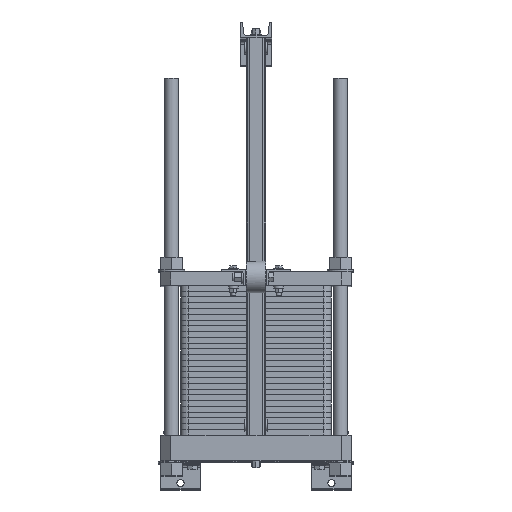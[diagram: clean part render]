
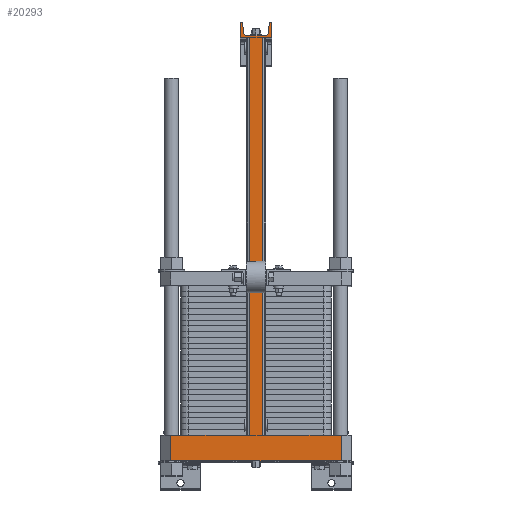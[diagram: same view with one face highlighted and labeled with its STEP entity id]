
A CAD part, top view. The second image highlights one B-rep face of the part: STEP entity #20293.
In plain terms, the highlighted planar face has unit normal (0, 0, 1).
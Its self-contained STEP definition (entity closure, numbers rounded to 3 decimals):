
#2632=LINE('',#30482,#4890);
#2646=LINE('',#30612,#4904);
#2647=LINE('',#30614,#4905);
#2648=LINE('',#30616,#4906);
#2649=LINE('',#30618,#4907);
#2650=LINE('',#30620,#4908);
#2651=LINE('',#30622,#4909);
#2652=LINE('',#30624,#4910);
#2653=LINE('',#30626,#4911);
#2654=LINE('',#30628,#4912);
#2655=LINE('',#30632,#4913);
#2656=LINE('',#30636,#4914);
#2657=LINE('',#30640,#4915);
#2658=LINE('',#30644,#4916);
#2659=LINE('',#30646,#4917);
#2660=LINE('',#30647,#4918);
#4890=VECTOR('',#23656,1.);
#4904=VECTOR('',#23744,10.);
#4905=VECTOR('',#23745,10.);
#4906=VECTOR('',#23746,10.);
#4907=VECTOR('',#23747,10.);
#4908=VECTOR('',#23748,10.);
#4909=VECTOR('',#23749,10.);
#4910=VECTOR('',#23750,10.);
#4911=VECTOR('',#23751,10.);
#4912=VECTOR('',#23752,10.);
#4913=VECTOR('',#23755,10.);
#4914=VECTOR('',#23758,10.);
#4915=VECTOR('',#23761,10.);
#4916=VECTOR('',#23764,10.);
#4917=VECTOR('',#23765,10.);
#4918=VECTOR('',#23766,10.);
#7124=PLANE('',#21369);
#8174=FACE_OUTER_BOUND('',#9177,.T.);
#9177=EDGE_LOOP('',(#15675,#15676,#15677,#15678,#15679,#15680,#15681,#15682,
#15683,#15684,#15685,#15686,#15687,#15688,#15689,#15690,#15691,#15692,#15693,
#15694));
#10481=CIRCLE('',#21370,4.);
#10482=CIRCLE('',#21371,8.);
#10483=CIRCLE('',#21372,8.);
#10484=CIRCLE('',#21373,4.);
#11707=VERTEX_POINT('',#30479);
#11708=VERTEX_POINT('',#30481);
#11739=VERTEX_POINT('',#30611);
#11740=VERTEX_POINT('',#30613);
#11741=VERTEX_POINT('',#30615);
#11742=VERTEX_POINT('',#30617);
#11743=VERTEX_POINT('',#30619);
#11744=VERTEX_POINT('',#30621);
#11745=VERTEX_POINT('',#30623);
#11746=VERTEX_POINT('',#30625);
#11747=VERTEX_POINT('',#30627);
#11748=VERTEX_POINT('',#30629);
#11749=VERTEX_POINT('',#30631);
#11750=VERTEX_POINT('',#30633);
#11751=VERTEX_POINT('',#30635);
#11752=VERTEX_POINT('',#30637);
#11753=VERTEX_POINT('',#30639);
#11754=VERTEX_POINT('',#30641);
#11755=VERTEX_POINT('',#30643);
#11756=VERTEX_POINT('',#30645);
#13295=EDGE_CURVE('',#11708,#11707,#2632,.T.);
#13335=EDGE_CURVE('',#11707,#11739,#2646,.T.);
#13336=EDGE_CURVE('',#11739,#11740,#2647,.T.);
#13337=EDGE_CURVE('',#11741,#11740,#2648,.T.);
#13338=EDGE_CURVE('',#11742,#11741,#2649,.T.);
#13339=EDGE_CURVE('',#11742,#11743,#2650,.T.);
#13340=EDGE_CURVE('',#11743,#11744,#2651,.T.);
#13341=EDGE_CURVE('',#11744,#11745,#2652,.T.);
#13342=EDGE_CURVE('',#11745,#11746,#2653,.T.);
#13343=EDGE_CURVE('',#11746,#11747,#2654,.T.);
#13344=EDGE_CURVE('',#11747,#11748,#10481,.T.);
#13345=EDGE_CURVE('',#11748,#11749,#2655,.T.);
#13346=EDGE_CURVE('',#11749,#11750,#10482,.T.);
#13347=EDGE_CURVE('',#11750,#11751,#2656,.T.);
#13348=EDGE_CURVE('',#11751,#11752,#10483,.T.);
#13349=EDGE_CURVE('',#11752,#11753,#2657,.T.);
#13350=EDGE_CURVE('',#11753,#11754,#10484,.T.);
#13351=EDGE_CURVE('',#11754,#11755,#2658,.T.);
#13352=EDGE_CURVE('',#11755,#11756,#2659,.T.);
#13353=EDGE_CURVE('',#11756,#11708,#2660,.T.);
#15675=ORIENTED_EDGE('',*,*,#13295,.T.);
#15676=ORIENTED_EDGE('',*,*,#13335,.T.);
#15677=ORIENTED_EDGE('',*,*,#13336,.T.);
#15678=ORIENTED_EDGE('',*,*,#13337,.F.);
#15679=ORIENTED_EDGE('',*,*,#13338,.F.);
#15680=ORIENTED_EDGE('',*,*,#13339,.T.);
#15681=ORIENTED_EDGE('',*,*,#13340,.T.);
#15682=ORIENTED_EDGE('',*,*,#13341,.T.);
#15683=ORIENTED_EDGE('',*,*,#13342,.T.);
#15684=ORIENTED_EDGE('',*,*,#13343,.T.);
#15685=ORIENTED_EDGE('',*,*,#13344,.T.);
#15686=ORIENTED_EDGE('',*,*,#13345,.T.);
#15687=ORIENTED_EDGE('',*,*,#13346,.T.);
#15688=ORIENTED_EDGE('',*,*,#13347,.T.);
#15689=ORIENTED_EDGE('',*,*,#13348,.T.);
#15690=ORIENTED_EDGE('',*,*,#13349,.T.);
#15691=ORIENTED_EDGE('',*,*,#13350,.T.);
#15692=ORIENTED_EDGE('',*,*,#13351,.T.);
#15693=ORIENTED_EDGE('',*,*,#13352,.T.);
#15694=ORIENTED_EDGE('',*,*,#13353,.T.);
#20293=ADVANCED_FACE('',(#8174),#7124,.T.);
#21369=AXIS2_PLACEMENT_3D('',#30610,#23742,#23743);
#21370=AXIS2_PLACEMENT_3D('',#30630,#23753,#23754);
#21371=AXIS2_PLACEMENT_3D('',#30634,#23756,#23757);
#21372=AXIS2_PLACEMENT_3D('',#30638,#23759,#23760);
#21373=AXIS2_PLACEMENT_3D('',#30642,#23762,#23763);
#23656=DIRECTION('',(0.,-1.,0.));
#23742=DIRECTION('center_axis',(0.,0.,
1.));
#23743=DIRECTION('ref_axis',(-1.,0.,0.));
#23744=DIRECTION('',(-1.,0.,0.));
#23745=DIRECTION('',(0.,-1.,0.));
#23746=DIRECTION('',(-1.,0.,0.));
#23747=DIRECTION('',(0.,-1.,0.));
#23748=DIRECTION('',(-1.,0.,0.));
#23749=DIRECTION('',(0.,1.,0.));
#23750=DIRECTION('',(1.,0.,0.));
#23751=DIRECTION('',(0.,1.,0.));
#23752=DIRECTION('',(-1.,0.,0.));
#23753=DIRECTION('center_axis',(0.,0.,1.));
#23754=DIRECTION('ref_axis',(0.,1.,0.));
#23755=DIRECTION('',(-0.091,-0.996,0.));
#23756=DIRECTION('center_axis',(0.,0.,-1.));
#23757=DIRECTION('ref_axis',(0.,1.,0.));
#23758=DIRECTION('',(-1.,0.,0.));
#23759=DIRECTION('center_axis',(0.,0.,-1.));
#23760=DIRECTION('ref_axis',(0.996,0.091,0.));
#23761=DIRECTION('',(-0.091,0.996,0.));
#23762=DIRECTION('center_axis',(0.,0.,1.));
#23763=DIRECTION('ref_axis',(0.996,0.091,0.));
#23764=DIRECTION('',(-1.,0.,0.));
#23765=DIRECTION('',(0.,-1.,0.));
#23766=DIRECTION('',(1.,0.,0.));
#30479=CARTESIAN_POINT('',(-16.2,0.,1754.));
#30481=CARTESIAN_POINT('',(-16.2,1000.,1754.));
#30482=CARTESIAN_POINT('',(-16.2,761.,1754.));
#30610=CARTESIAN_POINT('Origin',(215.,0.,1754.));
#30611=CARTESIAN_POINT('',(-215.,0.,1754.));
#30612=CARTESIAN_POINT('',(215.,0.,1754.));
#30613=CARTESIAN_POINT('',(-215.,-65.,1754.));
#30614=CARTESIAN_POINT('',(-215.,0.,1754.));
#30615=CARTESIAN_POINT('',(215.,-65.,1754.));
#30616=CARTESIAN_POINT('',(215.,-65.,1754.));
#30617=CARTESIAN_POINT('',(215.,0.,1754.));
#30618=CARTESIAN_POINT('',(215.,0.,1754.));
#30619=CARTESIAN_POINT('',(16.2,0.,1754.));
#30620=CARTESIAN_POINT('',(215.,0.,1754.));
#30621=CARTESIAN_POINT('',(16.2,1000.,1754.));
#30622=CARTESIAN_POINT('',(16.2,0.,1754.));
#30623=CARTESIAN_POINT('',(40.,1000.,1754.));
#30624=CARTESIAN_POINT('',(-40.,1000.,1754.));
#30625=CARTESIAN_POINT('',(40.,1040.,1754.));
#30626=CARTESIAN_POINT('',(40.,1000.,1754.));
#30627=CARTESIAN_POINT('',(37.45,1040.,1754.));
#30628=CARTESIAN_POINT('',(40.,1040.,1754.));
#30629=CARTESIAN_POINT('',(33.466,1036.366,1754.));
#30630=CARTESIAN_POINT('Origin',(37.45,1036.,1754.));
#30631=CARTESIAN_POINT('',(31.347,1013.269,1754.));
#30632=CARTESIAN_POINT('',(33.466,1036.366,1754.));
#30633=CARTESIAN_POINT('',(23.381,1006.,1754.));
#30634=CARTESIAN_POINT('Origin',(23.381,1014.,1754.));
#30635=CARTESIAN_POINT('',(-23.381,1006.,1754.));
#30636=CARTESIAN_POINT('',(23.381,1006.,1754.));
#30637=CARTESIAN_POINT('',(-31.347,1013.269,1754.));
#30638=CARTESIAN_POINT('Origin',(-23.381,1014.,1754.));
#30639=CARTESIAN_POINT('',(-33.466,1036.366,1754.));
#30640=CARTESIAN_POINT('',(-31.347,1013.269,1754.));
#30641=CARTESIAN_POINT('',(-37.45,1040.,1754.));
#30642=CARTESIAN_POINT('Origin',(-37.45,1036.,1754.));
#30643=CARTESIAN_POINT('',(-40.,1040.,1754.));
#30644=CARTESIAN_POINT('',(-37.45,1040.,1754.));
#30645=CARTESIAN_POINT('',(-40.,1000.,1754.));
#30646=CARTESIAN_POINT('',(-40.,1040.,1754.));
#30647=CARTESIAN_POINT('',(-40.,1000.,1754.));
